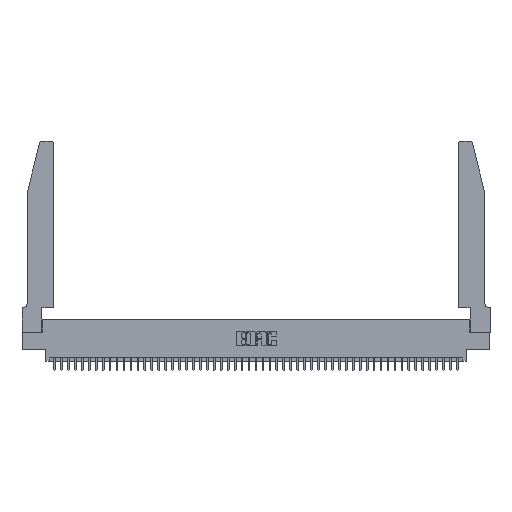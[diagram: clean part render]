
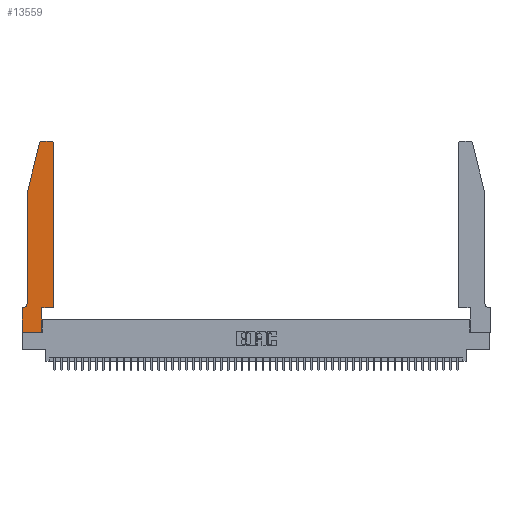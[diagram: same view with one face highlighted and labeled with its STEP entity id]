
A CAD part, top view. The second image highlights one B-rep face of the part: STEP entity #13559.
In plain terms, the highlighted planar face has unit normal (0, 0, 1).
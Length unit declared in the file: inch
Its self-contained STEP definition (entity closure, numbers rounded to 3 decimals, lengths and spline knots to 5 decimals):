
#739 = EDGE_CURVE ( 'NONE', #41592, #30265, #10428, .T. ) ;
#783 = PLANE ( 'NONE',  #26574 ) ;
#1730 = EDGE_CURVE ( 'NONE', #38012, #45340, #3223, .T. ) ;
#2800 = AXIS2_PLACEMENT_3D ( 'NONE', #21048, #13093, #35889 ) ;
#2846 = DIRECTION ( 'NONE',  ( 0., -1., 0. ) ) ;
#3223 = LINE ( 'NONE', #26554, #42205 ) ;
#3503 = DIRECTION ( 'NONE',  ( 1., 0., 0. ) ) ;
#3640 = EDGE_CURVE ( 'NONE', #22267, #42436, #5982, .T. ) ;
#4752 = DIRECTION ( 'NONE',  ( 0., 0., 1. ) ) ;
#5080 = VECTOR ( 'NONE', #46400, 39.37008 ) ;
#5516 = EDGE_CURVE ( 'NONE', #44054, #48899, #30125, .T. ) ;
#5982 = LINE ( 'NONE', #44795, #13658 ) ;
#6471 = VECTOR ( 'NONE', #30722, 39.37008 ) ;
#6818 = CARTESIAN_POINT ( 'NONE',  ( 0.0055, 0.35, 0.37 ) ) ;
#7178 = AXIS2_PLACEMENT_3D ( 'NONE', #47405, #17513, #24790 ) ;
#8502 = CARTESIAN_POINT ( 'NONE',  ( 0.0055, 0.42, 0.37 ) ) ;
#8983 = EDGE_LOOP ( 'NONE', ( #16548, #13320, #47871, #42644, #35039, #29048, #20282, #18507, #36971, #19679, #16206, #15967 ) ) ;
#9104 = CARTESIAN_POINT ( 'NONE',  ( 0., 0., 0.37 ) ) ;
#9442 = CARTESIAN_POINT ( 'NONE',  ( 0.2865, 0., 0.37 ) ) ;
#10002 = VECTOR ( 'NONE', #3503, 39.37008 ) ;
#10428 = CIRCLE ( 'NONE', #7178, 0.03 ) ;
#11683 = DIRECTION ( 'NONE',  ( -1., 0., 0. ) ) ;
#11919 = VERTEX_POINT ( 'NONE', #44230 ) ;
#13093 = DIRECTION ( 'NONE',  ( 0., 0., 1. ) ) ;
#13144 = CIRCLE ( 'NONE', #33160, 0.07 ) ;
#13237 = CARTESIAN_POINT ( 'NONE',  ( 0.2865, 0.35, 0.37 ) ) ;
#13320 = ORIENTED_EDGE ( 'NONE', *, *, #25468, .T. ) ;
#13559 = ADVANCED_FACE ( 'NONE', ( #16103 ), #783, .T. ) ;
#13658 = VECTOR ( 'NONE', #2846, 39.37008 ) ;
#14631 = VECTOR ( 'NONE', #39460, 39.37008 ) ;
#15255 = LINE ( 'NONE', #9104, #14631 ) ;
#15967 = ORIENTED_EDGE ( 'NONE', *, *, #739, .T. ) ;
#16103 = FACE_OUTER_BOUND ( 'NONE', #8983, .T. ) ;
#16133 = CIRCLE ( 'NONE', #2800, 0.03 ) ;
#16206 = ORIENTED_EDGE ( 'NONE', *, *, #44728, .T. ) ;
#16548 = ORIENTED_EDGE ( 'NONE', *, *, #33432, .T. ) ;
#17297 = VERTEX_POINT ( 'NONE', #9442 ) ;
#17513 = DIRECTION ( 'NONE',  ( 0., 0., 1. ) ) ;
#18507 = ORIENTED_EDGE ( 'NONE', *, *, #27722, .T. ) ;
#18891 = CARTESIAN_POINT ( 'NONE',  ( 0.25487, 2.72718, 0.37 ) ) ;
#19003 = DIRECTION ( 'NONE',  ( 1., 0., 0. ) ) ;
#19575 = DIRECTION ( 'NONE',  ( -1., 0., 0. ) ) ;
#19679 = ORIENTED_EDGE ( 'NONE', *, *, #5516, .T. ) ;
#19986 = CARTESIAN_POINT ( 'NONE',  ( 0.2605, 2.75, 0.37 ) ) ;
#20282 = ORIENTED_EDGE ( 'NONE', *, *, #23912, .T. ) ;
#20356 = DIRECTION ( 'NONE',  ( 0., 1., 0. ) ) ;
#20559 = VECTOR ( 'NONE', #21711, 39.37008 ) ;
#20615 = VERTEX_POINT ( 'NONE', #46772 ) ;
#21048 = CARTESIAN_POINT ( 'NONE',  ( 0.284, 2.72, 0.37 ) ) ;
#21240 = EDGE_CURVE ( 'NONE', #42436, #38012, #13144, .T. ) ;
#21711 = DIRECTION ( 'NONE',  ( -0.239, -0.971, 0. ) ) ;
#22189 = VECTOR ( 'NONE', #19003, 39.37008 ) ;
#22267 = VERTEX_POINT ( 'NONE', #47253 ) ;
#23912 = EDGE_CURVE ( 'NONE', #45340, #11919, #15255, .T. ) ;
#24129 = CARTESIAN_POINT ( 'NONE',  ( 0.2865, 0.35, 0.37 ) ) ;
#24790 = DIRECTION ( 'NONE',  ( 1., 0., 0. ) ) ;
#25468 = EDGE_CURVE ( 'NONE', #20615, #38086, #16133, .T. ) ;
#25556 = EDGE_CURVE ( 'NONE', #38086, #22267, #48325, .T. ) ;
#26554 = CARTESIAN_POINT ( 'NONE',  ( 0.0755, 0.35, 0.37 ) ) ;
#26574 = AXIS2_PLACEMENT_3D ( 'NONE', #38562, #4752, #42383 ) ;
#27093 = CARTESIAN_POINT ( 'NONE',  ( 0.4505, 0.35, 0.37 ) ) ;
#27111 = LINE ( 'NONE', #13237, #31831 ) ;
#27722 = EDGE_CURVE ( 'NONE', #11919, #17297, #35765, .T. ) ;
#28326 = CARTESIAN_POINT ( 'NONE',  ( 0.0755, 2., 0.37 ) ) ;
#29048 = ORIENTED_EDGE ( 'NONE', *, *, #1730, .T. ) ;
#30125 = LINE ( 'NONE', #41121, #10002 ) ;
#30167 = CARTESIAN_POINT ( 'NONE',  ( 0., 0.35, 0.37 ) ) ;
#30265 = VERTEX_POINT ( 'NONE', #35602 ) ;
#30722 = DIRECTION ( 'NONE',  ( 0., 1., 0. ) ) ;
#31831 = VECTOR ( 'NONE', #20356, 39.37008 ) ;
#33160 = AXIS2_PLACEMENT_3D ( 'NONE', #8502, #34948, #11683 ) ;
#33432 = EDGE_CURVE ( 'NONE', #30265, #20615, #47644, .T. ) ;
#34833 = EDGE_CURVE ( 'NONE', #17297, #44054, #27111, .T. ) ;
#34948 = DIRECTION ( 'NONE',  ( 0., 0., -1. ) ) ;
#34974 = CARTESIAN_POINT ( 'NONE',  ( 0.4505, 2.72, 0.37 ) ) ;
#35039 = ORIENTED_EDGE ( 'NONE', *, *, #21240, .T. ) ;
#35602 = CARTESIAN_POINT ( 'NONE',  ( 0.4205, 2.75, 0.37 ) ) ;
#35765 = LINE ( 'NONE', #37625, #22189 ) ;
#35889 = DIRECTION ( 'NONE',  ( 1., 0., 0. ) ) ;
#36810 = CARTESIAN_POINT ( 'NONE',  ( 0.0755, 0.42, 0.37 ) ) ;
#36971 = ORIENTED_EDGE ( 'NONE', *, *, #34833, .T. ) ;
#37625 = CARTESIAN_POINT ( 'NONE',  ( 0., 0., 0.37 ) ) ;
#38012 = VERTEX_POINT ( 'NONE', #6818 ) ;
#38086 = VERTEX_POINT ( 'NONE', #18891 ) ;
#38562 = CARTESIAN_POINT ( 'NONE',  ( 0., 0.35, 0.37 ) ) ;
#38939 = LINE ( 'NONE', #27093, #6471 ) ;
#39460 = DIRECTION ( 'NONE',  ( 0., -1., 0. ) ) ;
#41121 = CARTESIAN_POINT ( 'NONE',  ( 0.4505, 0.35, 0.37 ) ) ;
#41540 = CARTESIAN_POINT ( 'NONE',  ( 0.4505, 0.35, 0.37 ) ) ;
#41592 = VERTEX_POINT ( 'NONE', #34974 ) ;
#42205 = VECTOR ( 'NONE', #19575, 39.37008 ) ;
#42383 = DIRECTION ( 'NONE',  ( 1., 0., 0. ) ) ;
#42436 = VERTEX_POINT ( 'NONE', #36810 ) ;
#42644 = ORIENTED_EDGE ( 'NONE', *, *, #3640, .T. ) ;
#44054 = VERTEX_POINT ( 'NONE', #24129 ) ;
#44230 = CARTESIAN_POINT ( 'NONE',  ( 0., 0., 0.37 ) ) ;
#44728 = EDGE_CURVE ( 'NONE', #48899, #41592, #38939, .T. ) ;
#44795 = CARTESIAN_POINT ( 'NONE',  ( 0.0755, 2., 0.37 ) ) ;
#45340 = VERTEX_POINT ( 'NONE', #30167 ) ;
#46400 = DIRECTION ( 'NONE',  ( -1., 0., 0. ) ) ;
#46772 = CARTESIAN_POINT ( 'NONE',  ( 0.284, 2.75, 0.37 ) ) ;
#47253 = CARTESIAN_POINT ( 'NONE',  ( 0.0755, 2., 0.37 ) ) ;
#47405 = CARTESIAN_POINT ( 'NONE',  ( 0.4205, 2.72, 0.37 ) ) ;
#47644 = LINE ( 'NONE', #19986, #5080 ) ;
#47871 = ORIENTED_EDGE ( 'NONE', *, *, #25556, .T. ) ;
#48325 = LINE ( 'NONE', #28326, #20559 ) ;
#48899 = VERTEX_POINT ( 'NONE', #41540 ) ;
